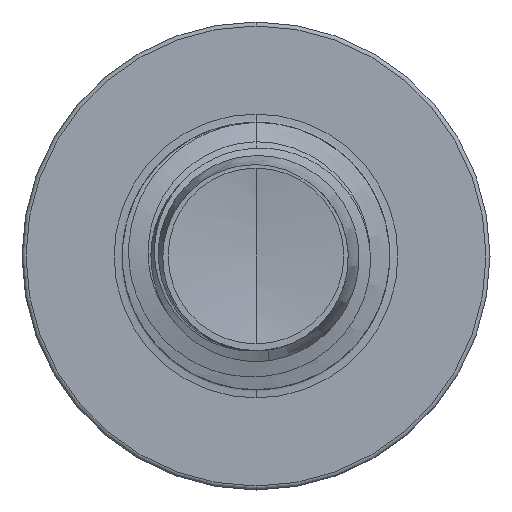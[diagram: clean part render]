
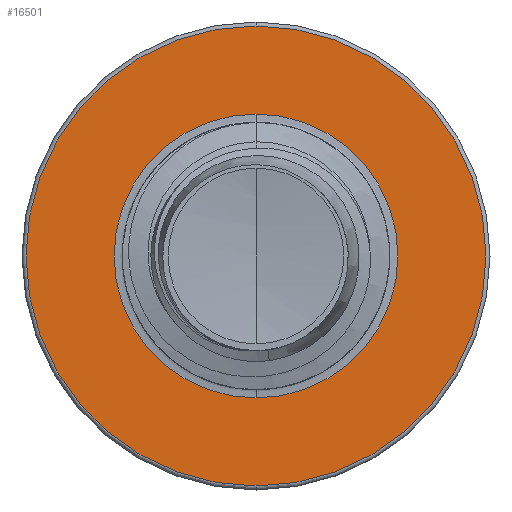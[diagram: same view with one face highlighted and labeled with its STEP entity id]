
A CAD part, front view. The second image highlights one B-rep face of the part: STEP entity #16501.
In plain terms, the highlighted planar face has unit normal (0, -1, 0).
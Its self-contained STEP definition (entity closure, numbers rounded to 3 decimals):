
#3129 = VERTEX_POINT ( 'NONE', #34414 ) ;
#5238 = EDGE_CURVE ( 'NONE', #34167, #23123, #33255, .T. ) ;
#6272 = DIRECTION ( 'NONE',  ( 0., 1., 0. ) ) ;
#8023 = CARTESIAN_POINT ( 'NONE',  ( 0., 37.5, -3.186 ) ) ;
#8864 = DIRECTION ( 'NONE',  ( 0., 1., 0. ) ) ;
#9641 = CARTESIAN_POINT ( 'NONE',  ( 0., 37.5, 5.16 ) ) ;
#9766 = CIRCLE ( 'NONE', #59315, 3.186 ) ;
#10545 = CARTESIAN_POINT ( 'NONE',  ( 0., 37.5, 0. ) ) ;
#11765 = CARTESIAN_POINT ( 'NONE',  ( 0., 37.5, 0. ) ) ;
#12686 = EDGE_CURVE ( 'NONE', #3129, #21329, #9766, .T. ) ;
#12688 = ORIENTED_EDGE ( 'NONE', *, *, #20154, .F. ) ;
#12743 = EDGE_LOOP ( 'NONE', ( #22091, #12688 ) ) ;
#14556 = CARTESIAN_POINT ( 'NONE',  ( 0., 37.5, -5.16 ) ) ;
#15420 = DIRECTION ( 'NONE',  ( 0., 0., 1. ) ) ;
#16501 = ADVANCED_FACE ( 'NONE', ( #55310, #18822 ), #37656, .F. ) ;
#16633 = DIRECTION ( 'NONE',  ( 0., 0., 1. ) ) ;
#18822 = FACE_BOUND ( 'NONE', #25698, .T. ) ;
#20154 = EDGE_CURVE ( 'NONE', #23123, #34167, #34536, .T. ) ;
#21329 = VERTEX_POINT ( 'NONE', #26765 ) ;
#22091 = ORIENTED_EDGE ( 'NONE', *, *, #5238, .F. ) ;
#23027 = DIRECTION ( 'NONE',  ( 0., 1., 0. ) ) ;
#23123 = VERTEX_POINT ( 'NONE', #14556 ) ;
#23415 = EDGE_CURVE ( 'NONE', #21329, #3129, #55965, .T. ) ;
#25698 = EDGE_LOOP ( 'NONE', ( #59985, #48910 ) ) ;
#26765 = CARTESIAN_POINT ( 'NONE',  ( 0., 37.5, 3.186 ) ) ;
#33255 = CIRCLE ( 'NONE', #37481, 5.16 ) ;
#34167 = VERTEX_POINT ( 'NONE', #9641 ) ;
#34414 = CARTESIAN_POINT ( 'NONE',  ( 0., 37.5, -3.186 ) ) ;
#34536 = CIRCLE ( 'NONE', #55796, 5.16 ) ;
#35144 = CARTESIAN_POINT ( 'NONE',  ( 0., 37.5, 0. ) ) ;
#37481 = AXIS2_PLACEMENT_3D ( 'NONE', #10545, #44078, #15420 ) ;
#37582 = AXIS2_PLACEMENT_3D ( 'NONE', #35144, #6272, #39902 ) ;
#37656 = PLANE ( 'NONE',  #41113 ) ;
#39902 = DIRECTION ( 'NONE',  ( 0., 0., 1. ) ) ;
#41113 = AXIS2_PLACEMENT_3D ( 'NONE', #8023, #8864, #42430 ) ;
#42430 = DIRECTION ( 'NONE',  ( 0., 0., 1. ) ) ;
#44078 = DIRECTION ( 'NONE',  ( 0., 1., 0. ) ) ;
#45274 = DIRECTION ( 'NONE',  ( 0., 1., 0. ) ) ;
#48910 = ORIENTED_EDGE ( 'NONE', *, *, #12686, .T. ) ;
#51510 = CARTESIAN_POINT ( 'NONE',  ( 0., 37.5, 0. ) ) ;
#55310 = FACE_OUTER_BOUND ( 'NONE', #12743, .T. ) ;
#55796 = AXIS2_PLACEMENT_3D ( 'NONE', #51510, #23027, #56251 ) ;
#55965 = CIRCLE ( 'NONE', #37582, 3.186 ) ;
#56251 = DIRECTION ( 'NONE',  ( 0., 0., 1. ) ) ;
#59315 = AXIS2_PLACEMENT_3D ( 'NONE', #11765, #45274, #16633 ) ;
#59985 = ORIENTED_EDGE ( 'NONE', *, *, #23415, .T. ) ;
